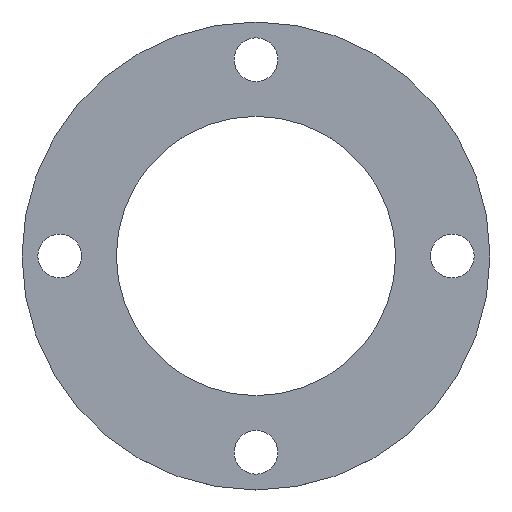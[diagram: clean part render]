
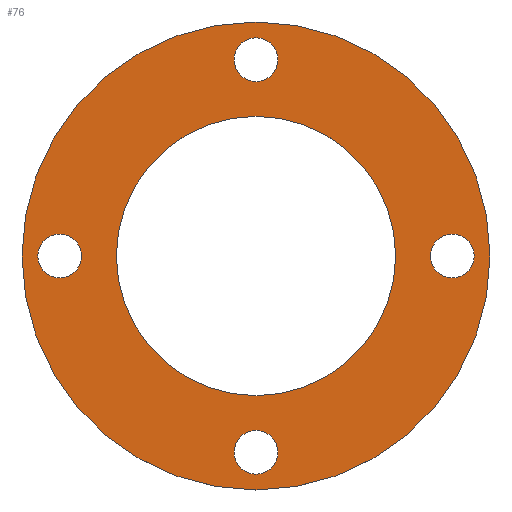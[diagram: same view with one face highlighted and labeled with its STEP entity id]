
A CAD part, top view. The second image highlights one B-rep face of the part: STEP entity #76.
In plain terms, the highlighted planar face has unit normal (0, 0, 1).
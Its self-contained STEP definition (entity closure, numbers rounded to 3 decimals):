
#17 = AXIS2_PLACEMENT_3D ( 'NONE', #261, #370, #338 ) ;
#20 = ORIENTED_EDGE ( 'NONE', *, *, #161, .F. ) ;
#33 = AXIS2_PLACEMENT_3D ( 'NONE', #118, #427, #389 ) ;
#36 = CARTESIAN_POINT ( 'NONE',  ( 23.1, 0., 1. ) ) ;
#48 = DIRECTION ( 'NONE',  ( 0., 0., 1. ) ) ;
#49 = ORIENTED_EDGE ( 'NONE', *, *, #104, .F. ) ;
#55 = VERTEX_POINT ( 'NONE', #102 ) ;
#58 = VERTEX_POINT ( 'NONE', #414 ) ;
#63 = EDGE_LOOP ( 'NONE', ( #325, #453 ) ) ;
#64 = DIRECTION ( 'NONE',  ( 0., 0., 1. ) ) ;
#68 = FACE_BOUND ( 'NONE', #398, .T. ) ;
#72 = CARTESIAN_POINT ( 'NONE',  ( 0., 0., 1. ) ) ;
#76 = ADVANCED_FACE ( 'NONE', ( #68, #224, #376, #336, #490, #155 ), #423, .T. ) ;
#77 = EDGE_CURVE ( 'NONE', #315, #91, #323, .T. ) ;
#78 = CARTESIAN_POINT ( 'NONE',  ( 18.5, 0., 1. ) ) ;
#82 = CARTESIAN_POINT ( 'NONE',  ( -2.9, -26., 1. ) ) ;
#83 = CIRCLE ( 'NONE', #365, 2.9 ) ;
#84 = DIRECTION ( 'NONE',  ( 1., 0., 0. ) ) ;
#88 = AXIS2_PLACEMENT_3D ( 'NONE', #125, #197, #349 ) ;
#89 = VERTEX_POINT ( 'NONE', #276 ) ;
#91 = VERTEX_POINT ( 'NONE', #78 ) ;
#101 = DIRECTION ( 'NONE',  ( 0., 0., 1. ) ) ;
#102 = CARTESIAN_POINT ( 'NONE',  ( 31., 0., 1. ) ) ;
#104 = EDGE_CURVE ( 'NONE', #328, #400, #283, .T. ) ;
#109 = ORIENTED_EDGE ( 'NONE', *, *, #440, .T. ) ;
#112 = EDGE_CURVE ( 'NONE', #443, #89, #350, .T. ) ;
#113 = CIRCLE ( 'NONE', #163, 2.9 ) ;
#116 = CARTESIAN_POINT ( 'NONE',  ( 0., 0., 1. ) ) ;
#117 = DIRECTION ( 'NONE',  ( 1., 0., 0. ) ) ;
#118 = CARTESIAN_POINT ( 'NONE',  ( 0., -26., 1. ) ) ;
#125 = CARTESIAN_POINT ( 'NONE',  ( 0., 0., 1. ) ) ;
#130 = EDGE_CURVE ( 'NONE', #58, #178, #113, .T. ) ;
#137 = DIRECTION ( 'NONE',  ( 1., 0., 0. ) ) ;
#144 = EDGE_CURVE ( 'NONE', #296, #55, #227, .T. ) ;
#148 = CIRCLE ( 'NONE', #473, 18.5 ) ;
#155 = FACE_BOUND ( 'NONE', #63, .T. ) ;
#159 = DIRECTION ( 'NONE',  ( 1., 0., 0. ) ) ;
#161 = EDGE_CURVE ( 'NONE', #178, #58, #181, .T. ) ;
#162 = DIRECTION ( 'NONE',  ( 1., 0., 0. ) ) ;
#163 = AXIS2_PLACEMENT_3D ( 'NONE', #469, #463, #117 ) ;
#171 = EDGE_LOOP ( 'NONE', ( #474, #109 ) ) ;
#173 = AXIS2_PLACEMENT_3D ( 'NONE', #72, #297, #419 ) ;
#177 = CARTESIAN_POINT ( 'NONE',  ( 0., 26., 1. ) ) ;
#178 = VERTEX_POINT ( 'NONE', #82 ) ;
#181 = CIRCLE ( 'NONE', #33, 2.9 ) ;
#184 = AXIS2_PLACEMENT_3D ( 'NONE', #116, #237, #159 ) ;
#197 = DIRECTION ( 'NONE',  ( 0., 0., 1. ) ) ;
#207 = ORIENTED_EDGE ( 'NONE', *, *, #382, .F. ) ;
#219 = DIRECTION ( 'NONE',  ( 1., 0., 0. ) ) ;
#223 = CARTESIAN_POINT ( 'NONE',  ( 26., 0., 1. ) ) ;
#224 = FACE_BOUND ( 'NONE', #367, .T. ) ;
#227 = CIRCLE ( 'NONE', #396, 31. ) ;
#228 = CARTESIAN_POINT ( 'NONE',  ( 0., 0., 1. ) ) ;
#237 = DIRECTION ( 'NONE',  ( 0., 0., 1. ) ) ;
#243 = AXIS2_PLACEMENT_3D ( 'NONE', #357, #279, #353 ) ;
#254 = AXIS2_PLACEMENT_3D ( 'NONE', #177, #326, #137 ) ;
#260 = CIRCLE ( 'NONE', #426, 2.9 ) ;
#261 = CARTESIAN_POINT ( 'NONE',  ( -26., 0., 1. ) ) ;
#262 = EDGE_LOOP ( 'NONE', ( #445, #20 ) ) ;
#265 = VERTEX_POINT ( 'NONE', #366 ) ;
#276 = CARTESIAN_POINT ( 'NONE',  ( -23.1, 0., 1. ) ) ;
#278 = CIRCLE ( 'NONE', #254, 2.9 ) ;
#279 = DIRECTION ( 'NONE',  ( 0., 0., 1. ) ) ;
#283 = CIRCLE ( 'NONE', #391, 2.9 ) ;
#286 = VERTEX_POINT ( 'NONE', #482 ) ;
#292 = ORIENTED_EDGE ( 'NONE', *, *, #112, .F. ) ;
#296 = VERTEX_POINT ( 'NONE', #433 ) ;
#297 = DIRECTION ( 'NONE',  ( 0., 0., 1. ) ) ;
#303 = DIRECTION ( 'NONE',  ( 0., 0., 1. ) ) ;
#312 = CARTESIAN_POINT ( 'NONE',  ( 26., 0., 1. ) ) ;
#315 = VERTEX_POINT ( 'NONE', #476 ) ;
#321 = CIRCLE ( 'NONE', #17, 2.9 ) ;
#323 = CIRCLE ( 'NONE', #184, 18.5 ) ;
#325 = ORIENTED_EDGE ( 'NONE', *, *, #77, .F. ) ;
#326 = DIRECTION ( 'NONE',  ( 0., 0., 1. ) ) ;
#328 = VERTEX_POINT ( 'NONE', #403 ) ;
#330 = CARTESIAN_POINT ( 'NONE',  ( 0., 26., 1. ) ) ;
#332 = CARTESIAN_POINT ( 'NONE',  ( -28.9, 0., 1. ) ) ;
#335 = EDGE_CURVE ( 'NONE', #265, #286, #278, .T. ) ;
#336 = FACE_BOUND ( 'NONE', #262, .T. ) ;
#337 = CIRCLE ( 'NONE', #173, 31. ) ;
#338 = DIRECTION ( 'NONE',  ( 1., 0., 0. ) ) ;
#349 = DIRECTION ( 'NONE',  ( 1., 0., 0. ) ) ;
#350 = CIRCLE ( 'NONE', #243, 2.9 ) ;
#353 = DIRECTION ( 'NONE',  ( 1., 0., 0. ) ) ;
#354 = ORIENTED_EDGE ( 'NONE', *, *, #335, .F. ) ;
#357 = CARTESIAN_POINT ( 'NONE',  ( -26., 0., 1. ) ) ;
#358 = ORIENTED_EDGE ( 'NONE', *, *, #381, .F. ) ;
#362 = ORIENTED_EDGE ( 'NONE', *, *, #477, .F. ) ;
#365 = AXIS2_PLACEMENT_3D ( 'NONE', #223, #303, #412 ) ;
#366 = CARTESIAN_POINT ( 'NONE',  ( 2.9, 26., 1. ) ) ;
#367 = EDGE_LOOP ( 'NONE', ( #354, #207 ) ) ;
#370 = DIRECTION ( 'NONE',  ( 0., 0., 1. ) ) ;
#376 = FACE_BOUND ( 'NONE', #439, .T. ) ;
#381 = EDGE_CURVE ( 'NONE', #400, #328, #83, .T. ) ;
#382 = EDGE_CURVE ( 'NONE', #286, #265, #260, .T. ) ;
#389 = DIRECTION ( 'NONE',  ( 1., 0., 0. ) ) ;
#391 = AXIS2_PLACEMENT_3D ( 'NONE', #312, #48, #162 ) ;
#392 = EDGE_CURVE ( 'NONE', #91, #315, #148, .T. ) ;
#396 = AXIS2_PLACEMENT_3D ( 'NONE', #428, #465, #84 ) ;
#398 = EDGE_LOOP ( 'NONE', ( #49, #358 ) ) ;
#400 = VERTEX_POINT ( 'NONE', #36 ) ;
#403 = CARTESIAN_POINT ( 'NONE',  ( 28.9, 0., 1. ) ) ;
#412 = DIRECTION ( 'NONE',  ( 1., 0., 0. ) ) ;
#414 = CARTESIAN_POINT ( 'NONE',  ( 2.9, -26., 1. ) ) ;
#419 = DIRECTION ( 'NONE',  ( 1., 0., 0. ) ) ;
#423 = PLANE ( 'NONE',  #88 ) ;
#426 = AXIS2_PLACEMENT_3D ( 'NONE', #330, #101, #457 ) ;
#427 = DIRECTION ( 'NONE',  ( 0., 0., 1. ) ) ;
#428 = CARTESIAN_POINT ( 'NONE',  ( 0., 0., 1. ) ) ;
#433 = CARTESIAN_POINT ( 'NONE',  ( -31., 0., 1. ) ) ;
#439 = EDGE_LOOP ( 'NONE', ( #362, #292 ) ) ;
#440 = EDGE_CURVE ( 'NONE', #55, #296, #337, .T. ) ;
#443 = VERTEX_POINT ( 'NONE', #332 ) ;
#445 = ORIENTED_EDGE ( 'NONE', *, *, #130, .F. ) ;
#453 = ORIENTED_EDGE ( 'NONE', *, *, #392, .F. ) ;
#457 = DIRECTION ( 'NONE',  ( 1., 0., 0. ) ) ;
#463 = DIRECTION ( 'NONE',  ( 0., 0., 1. ) ) ;
#465 = DIRECTION ( 'NONE',  ( 0., 0., 1. ) ) ;
#469 = CARTESIAN_POINT ( 'NONE',  ( 0., -26., 1. ) ) ;
#473 = AXIS2_PLACEMENT_3D ( 'NONE', #228, #64, #219 ) ;
#474 = ORIENTED_EDGE ( 'NONE', *, *, #144, .T. ) ;
#476 = CARTESIAN_POINT ( 'NONE',  ( -18.5, 0., 1. ) ) ;
#477 = EDGE_CURVE ( 'NONE', #89, #443, #321, .T. ) ;
#482 = CARTESIAN_POINT ( 'NONE',  ( -2.9, 26., 1. ) ) ;
#490 = FACE_OUTER_BOUND ( 'NONE', #171, .T. ) ;
